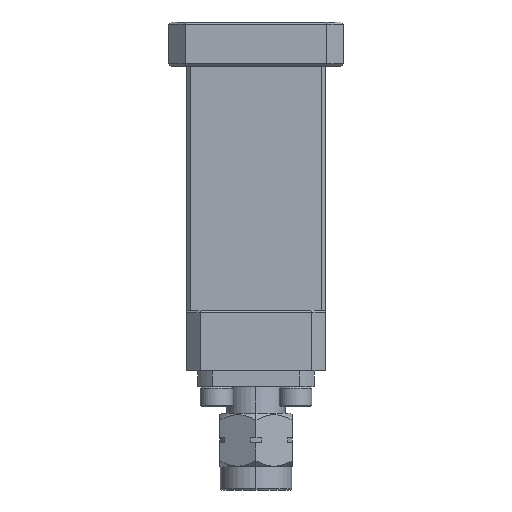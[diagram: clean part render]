
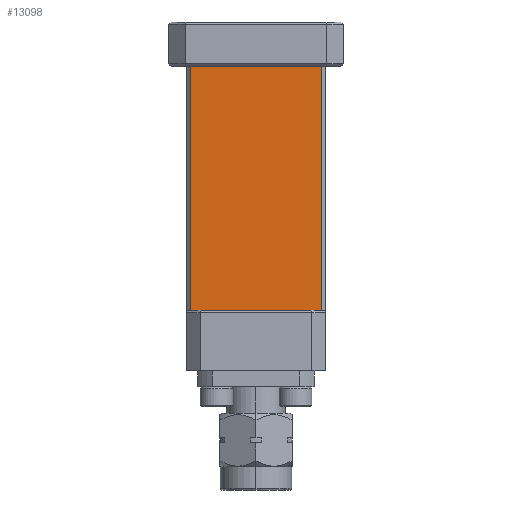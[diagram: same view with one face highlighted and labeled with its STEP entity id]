
A CAD part, front view. The second image highlights one B-rep face of the part: STEP entity #13098.
In plain terms, the highlighted planar face has unit normal (0, -1, 0).
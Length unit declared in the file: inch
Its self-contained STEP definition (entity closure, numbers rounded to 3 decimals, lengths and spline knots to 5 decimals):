
#118 = VERTEX_POINT ( 'NONE', #3657 ) ;
#377 = LINE ( 'NONE', #5731, #9219 ) ;
#1016 = CARTESIAN_POINT ( 'NONE',  ( 0.22059, 0.84764, 0.49198 ) ) ;
#1087 = DIRECTION ( 'NONE',  ( 0., 1., 0. ) ) ;
#1389 = EDGE_CURVE ( 'NONE', #6367, #6017, #5104, .T. ) ;
#1595 = ORIENTED_EDGE ( 'NONE', *, *, #5258, .T. ) ;
#2880 = EDGE_CURVE ( 'NONE', #6367, #5259, #377, .T. ) ;
#3493 = VECTOR ( 'NONE', #6096, 39.37008 ) ;
#3657 = CARTESIAN_POINT ( 'NONE',  ( 0.31559, 0.84764, 1.74198 ) ) ;
#4331 = CARTESIAN_POINT ( 'NONE',  ( 0.31559, 0.84764, 0.49198 ) ) ;
#4375 = FACE_OUTER_BOUND ( 'NONE', #9501, .T. ) ;
#4466 = CARTESIAN_POINT ( 'NONE',  ( 0.87559, 0.84764, 1.74198 ) ) ;
#4647 = CARTESIAN_POINT ( 'NONE',  ( 0.22059, 0.84764, 1.74198 ) ) ;
#4785 = DIRECTION ( 'NONE',  ( 1., 0., 0. ) ) ;
#5104 = LINE ( 'NONE', #13793, #3493 ) ;
#5258 = EDGE_CURVE ( 'NONE', #118, #6017, #8820, .T. ) ;
#5259 = VERTEX_POINT ( 'NONE', #4466 ) ;
#5446 = DIRECTION ( 'NONE',  ( -1., 0., 0. ) ) ;
#5704 = CARTESIAN_POINT ( 'NONE',  ( 0.87559, 0.84764, 0.69198 ) ) ;
#5731 = CARTESIAN_POINT ( 'NONE',  ( 0.87559, 0.84764, 0.49198 ) ) ;
#5735 = ORIENTED_EDGE ( 'NONE', *, *, #1389, .F. ) ;
#6017 = VERTEX_POINT ( 'NONE', #12769 ) ;
#6096 = DIRECTION ( 'NONE',  ( -1., 0., 0. ) ) ;
#6367 = VERTEX_POINT ( 'NONE', #5704 ) ;
#7776 = VECTOR ( 'NONE', #4785, 39.37008 ) ;
#8014 = AXIS2_PLACEMENT_3D ( 'NONE', #1016, #1087, #5446 ) ;
#8820 = LINE ( 'NONE', #4331, #12158 ) ;
#9219 = VECTOR ( 'NONE', #12358, 39.37008 ) ;
#9230 = ORIENTED_EDGE ( 'NONE', *, *, #13207, .F. ) ;
#9501 = EDGE_LOOP ( 'NONE', ( #9230, #1595, #5735, #13833 ) ) ;
#9890 = DIRECTION ( 'NONE',  ( 0., 0., -1. ) ) ;
#12158 = VECTOR ( 'NONE', #9890, 39.37008 ) ;
#12358 = DIRECTION ( 'NONE',  ( 0., 0., 1. ) ) ;
#12769 = CARTESIAN_POINT ( 'NONE',  ( 0.31559, 0.84764, 0.69198 ) ) ;
#12993 = PLANE ( 'NONE',  #8014 ) ;
#13098 = ADVANCED_FACE ( 'NONE', ( #4375 ), #12993, .F. ) ;
#13207 = EDGE_CURVE ( 'NONE', #118, #5259, #13477, .T. ) ;
#13477 = LINE ( 'NONE', #4647, #7776 ) ;
#13793 = CARTESIAN_POINT ( 'NONE',  ( 0.22059, 0.84764, 0.69198 ) ) ;
#13833 = ORIENTED_EDGE ( 'NONE', *, *, #2880, .T. ) ;
